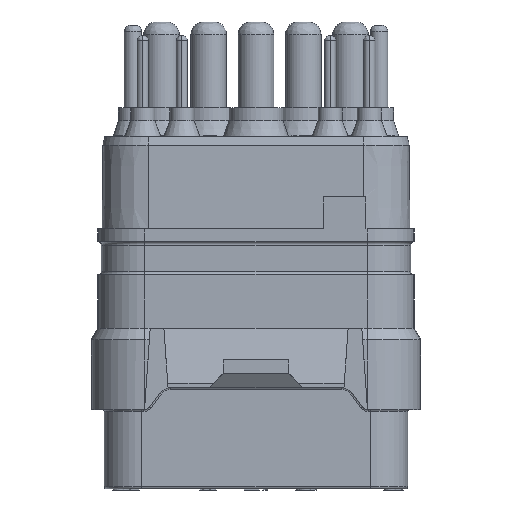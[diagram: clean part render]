
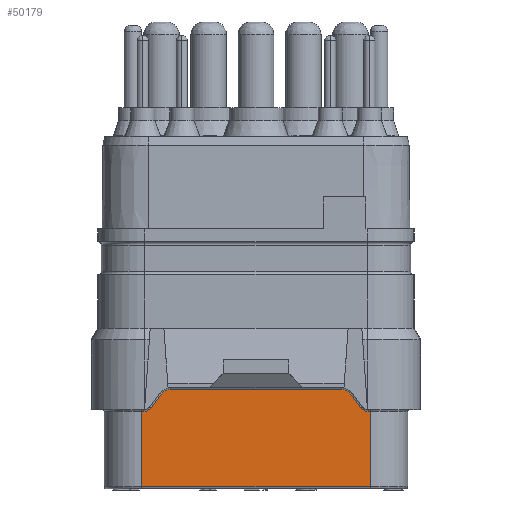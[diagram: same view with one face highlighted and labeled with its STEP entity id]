
A CAD part, front view. The second image highlights one B-rep face of the part: STEP entity #50179.
In plain terms, the highlighted planar face has unit normal (0, -1, 0).
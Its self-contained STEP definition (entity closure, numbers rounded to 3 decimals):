
#2344=DIRECTION('',(-1.,0.,0.));
#2345=VECTOR('',#2344,10.4);
#2346=CARTESIAN_POINT('',(5.2,-5.875,-11.73));
#2347=LINE('',#2346,#2345);
#2348=DIRECTION('',(-1.,0.,0.));
#2349=VECTOR('',#2348,0.1);
#2350=CARTESIAN_POINT('',(-5.1,-5.875,-8.31));
#2351=LINE('',#2350,#2349);
#2352=CARTESIAN_POINT('',(-5.1,-5.875,-7.93));
#2353=DIRECTION('',(0.,1.,0.));
#2354=DIRECTION('',(0.8,0.,-0.6));
#2355=AXIS2_PLACEMENT_3D('',#2352,#2353,#2354);
#2357=DIRECTION('',(-0.6,0.,-0.8));
#2358=VECTOR('',#2357,0.8);
#2359=CARTESIAN_POINT('',(-4.316,-5.875,-7.518));
#2360=LINE('',#2359,#2358);
#2361=CARTESIAN_POINT('',(-3.9,-5.875,-7.83));
#2362=DIRECTION('',(0.,-1.,0.));
#2363=DIRECTION('',(0.,0.,1.));
#2364=AXIS2_PLACEMENT_3D('',#2361,#2362,#2363);
#2366=DIRECTION('',(-1.,0.,0.));
#2367=VECTOR('',#2366,7.8);
#2368=CARTESIAN_POINT('',(3.9,-5.875,-7.31));
#2369=LINE('',#2368,#2367);
#2370=CARTESIAN_POINT('',(3.9,-5.875,-7.83));
#2371=DIRECTION('',(0.,-1.,0.));
#2372=DIRECTION('',(0.8,0.,0.6));
#2373=AXIS2_PLACEMENT_3D('',#2370,#2371,#2372);
#2375=DIRECTION('',(-0.6,0.,0.8));
#2376=VECTOR('',#2375,0.8);
#2377=CARTESIAN_POINT('',(4.796,-5.875,-8.158));
#2378=LINE('',#2377,#2376);
#2379=CARTESIAN_POINT('',(5.1,-5.875,-7.93));
#2380=DIRECTION('',(0.,1.,0.));
#2381=DIRECTION('',(0.,0.,-1.));
#2382=AXIS2_PLACEMENT_3D('',#2379,#2380,#2381);
#2384=DIRECTION('',(-1.,0.,0.));
#2385=VECTOR('',#2384,0.1);
#2386=CARTESIAN_POINT('',(5.2,-5.875,-8.31));
#2387=LINE('',#2386,#2385);
#2388=DIRECTION('',(0.,0.,-1.));
#2389=VECTOR('',#2388,3.42);
#2390=CARTESIAN_POINT('',(5.2,-5.875,-8.31));
#2391=LINE('',#2390,#2389);
#2402=DIRECTION('',(0.,0.,-1.));
#2403=VECTOR('',#2402,3.42);
#2404=CARTESIAN_POINT('',(-5.2,-5.875,-8.31));
#2405=LINE('',#2404,#2403);
#40195=CARTESIAN_POINT('',(5.2,-5.875,-8.31));
#40196=CARTESIAN_POINT('',(5.1,-5.875,-8.31));
#40197=VERTEX_POINT('',#40195);
#40198=VERTEX_POINT('',#40196);
#40201=CARTESIAN_POINT('',(4.796,-5.875,-8.158));
#40202=VERTEX_POINT('',#40201);
#40205=CARTESIAN_POINT('',(4.316,-5.875,-7.518));
#40206=VERTEX_POINT('',#40205);
#40207=CARTESIAN_POINT('',(3.9,-5.875,-7.31));
#40208=VERTEX_POINT('',#40207);
#40209=CARTESIAN_POINT('',(-3.9,-5.875,-7.31));
#40210=VERTEX_POINT('',#40209);
#40211=CARTESIAN_POINT('',(-4.316,-5.875,-7.518));
#40212=VERTEX_POINT('',#40211);
#40217=CARTESIAN_POINT('',(-4.796,-5.875,-8.158));
#40218=VERTEX_POINT('',#40217);
#40221=CARTESIAN_POINT('',(-5.1,-5.875,-8.31));
#40222=VERTEX_POINT('',#40221);
#40225=CARTESIAN_POINT('',(-5.2,-5.875,-8.31));
#40226=VERTEX_POINT('',#40225);
#40347=CARTESIAN_POINT('',(5.2,-5.875,-11.73));
#40348=CARTESIAN_POINT('',(-5.2,-5.875,-11.73));
#40349=VERTEX_POINT('',#40347);
#40350=VERTEX_POINT('',#40348);
#50150=CARTESIAN_POINT('',(5.2,-5.875,-8.23));
#50151=DIRECTION('',(0.,-1.,0.));
#50152=DIRECTION('',(-1.,0.,0.));
#50153=AXIS2_PLACEMENT_3D('',#50150,#50151,#50152);
#50154=PLANE('',#50153);
#50155=ORIENTED_EDGE('',*,*,#50031,.T.);
#50157=ORIENTED_EDGE('',*,*,#50156,.F.);
#50159=ORIENTED_EDGE('',*,*,#50158,.F.);
#50161=ORIENTED_EDGE('',*,*,#50160,.F.);
#50163=ORIENTED_EDGE('',*,*,#50162,.F.);
#50165=ORIENTED_EDGE('',*,*,#50164,.F.);
#50167=ORIENTED_EDGE('',*,*,#50166,.F.);
#50169=ORIENTED_EDGE('',*,*,#50168,.F.);
#50171=ORIENTED_EDGE('',*,*,#50170,.F.);
#50173=ORIENTED_EDGE('',*,*,#50172,.F.);
#50175=ORIENTED_EDGE('',*,*,#50174,.F.);
#50176=ORIENTED_EDGE('',*,*,#50141,.T.);
#50177=EDGE_LOOP('',(#50155,#50157,#50159,#50161,#50163,#50165,#50167,#50169,
#50171,#50173,#50175,#50176));
#50178=FACE_OUTER_BOUND('',#50177,.F.);
#50179=ADVANCED_FACE('',(#50178),#50154,.T.);
#2356=CIRCLE('',#2355,0.38);
#2365=CIRCLE('',#2364,0.52);
#2374=CIRCLE('',#2373,0.52);
#2383=CIRCLE('',#2382,0.38);
#50031=EDGE_CURVE('',#40349,#40350,#2347,.T.);
#50141=EDGE_CURVE('',#40197,#40349,#2391,.T.);
#50156=EDGE_CURVE('',#40226,#40350,#2405,.T.);
#50158=EDGE_CURVE('',#40222,#40226,#2351,.T.);
#50160=EDGE_CURVE('',#40218,#40222,#2356,.T.);
#50162=EDGE_CURVE('',#40212,#40218,#2360,.T.);
#50164=EDGE_CURVE('',#40210,#40212,#2365,.T.);
#50166=EDGE_CURVE('',#40208,#40210,#2369,.T.);
#50168=EDGE_CURVE('',#40206,#40208,#2374,.T.);
#50170=EDGE_CURVE('',#40202,#40206,#2378,.T.);
#50172=EDGE_CURVE('',#40198,#40202,#2383,.T.);
#50174=EDGE_CURVE('',#40197,#40198,#2387,.T.);
